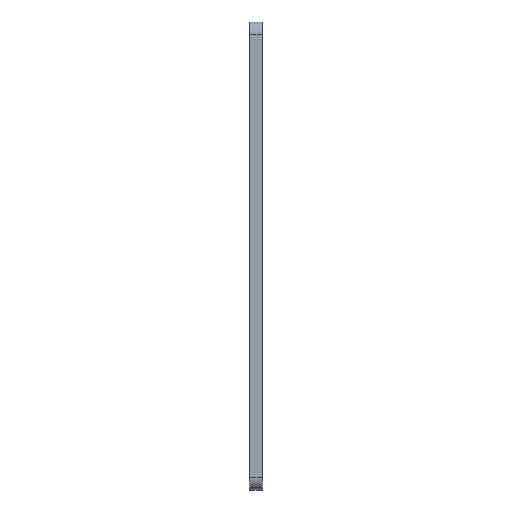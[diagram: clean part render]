
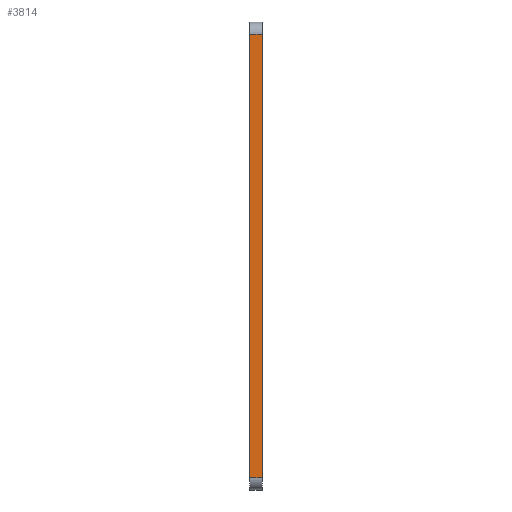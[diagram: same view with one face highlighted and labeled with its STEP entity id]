
A CAD part, left-side view. The second image highlights one B-rep face of the part: STEP entity #3814.
In plain terms, the highlighted planar face has unit normal (-1, 0, 0).
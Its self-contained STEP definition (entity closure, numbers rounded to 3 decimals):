
#172=PLANE('',#4198);
#350=FACE_OUTER_BOUND('',#543,.T.);
#543=EDGE_LOOP('',(#3149,#3150,#3151,#3152));
#954=LINE('',#6379,#1305);
#955=LINE('',#6382,#1306);
#956=LINE('',#6384,#1307);
#957=LINE('',#6385,#1308);
#1305=VECTOR('',#5255,10.);
#1306=VECTOR('',#5258,10.);
#1307=VECTOR('',#5259,10.);
#1308=VECTOR('',#5260,10.);
#1856=VERTEX_POINT('',#6372);
#1859=VERTEX_POINT('',#6377);
#1860=VERTEX_POINT('',#6381);
#1861=VERTEX_POINT('',#6383);
#2388=EDGE_CURVE('',#1859,#1856,#954,.T.);
#2389=EDGE_CURVE('',#1859,#1860,#955,.T.);
#2390=EDGE_CURVE('',#1861,#1860,#956,.T.);
#2391=EDGE_CURVE('',#1856,#1861,#957,.T.);
#3149=ORIENTED_EDGE('',*,*,#2388,.F.);
#3150=ORIENTED_EDGE('',*,*,#2389,.T.);
#3151=ORIENTED_EDGE('',*,*,#2390,.F.);
#3152=ORIENTED_EDGE('',*,*,#2391,.F.);
#3814=ADVANCED_FACE('',(#350),#172,.T.);
#4198=AXIS2_PLACEMENT_3D('',#6380,#5256,#5257);
#5255=DIRECTION('',(0.,1.,0.));
#5256=DIRECTION('center_axis',(-1.,0.,0.));
#5257=DIRECTION('ref_axis',(0.,0.,1.));
#5258=DIRECTION('',(0.,0.,1.));
#5259=DIRECTION('',(0.,-1.,0.));
#5260=DIRECTION('',(0.,0.,1.));
#6372=CARTESIAN_POINT('',(-150.,5.,-90.));
#6377=CARTESIAN_POINT('',(-150.,0.,-90.));
#6379=CARTESIAN_POINT('',(-150.,0.,-90.));
#6380=CARTESIAN_POINT('Origin',(-150.,0.,-95.));
#6381=CARTESIAN_POINT('',(-150.,0.,90.));
#6382=CARTESIAN_POINT('',(-150.,0.,-95.));
#6383=CARTESIAN_POINT('',(-150.,5.,90.));
#6384=CARTESIAN_POINT('',(-150.,0.,90.));
#6385=CARTESIAN_POINT('',(-150.,5.,-95.));
